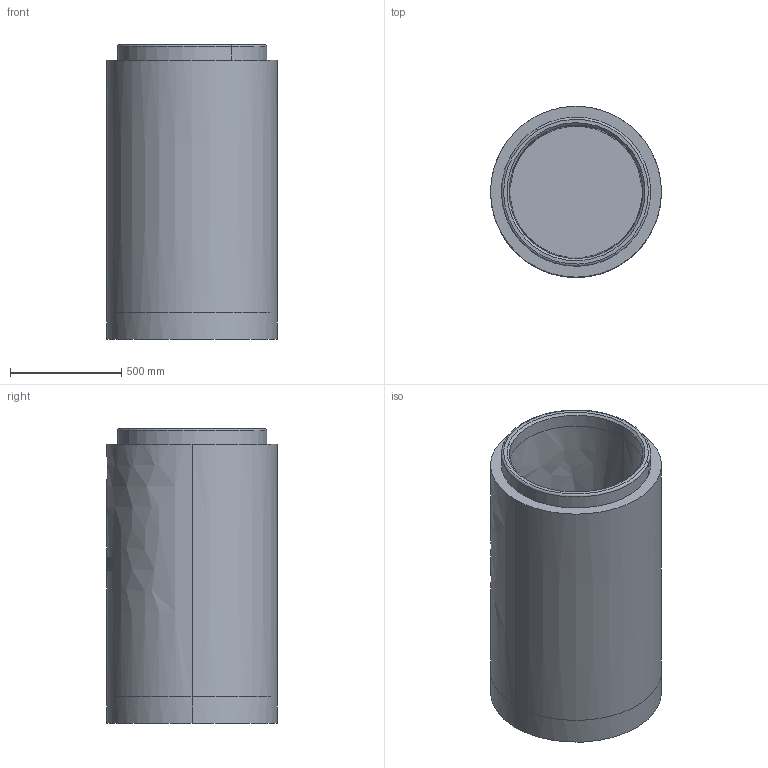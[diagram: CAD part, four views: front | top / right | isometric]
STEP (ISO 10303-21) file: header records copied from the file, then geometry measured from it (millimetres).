
FILE_DESCRIPTION (( 'STEP AP203' ), '1' );
FILE_NAME ('Rudus 3106123 EK-pohjarengas 600x1250.step', '2020-02-27T10:32:44', ( '' ), ( '' ), 'SwSTEP 2.0', 'SolidWorks 2019', '' );
FILE_SCHEMA (( 'CONFIG_CONTROL_DESIGN' ));
Length unit declared in the file: millimetre
Products named in the file (2): EK-osa-kaivorunko_EK-pohjarengas; Rudus 3106123 EK-pohjarengas 600x1250
Assembly tree (1 placements, depth 2):
  Rudus 3106123 EK-pohjarengas 600x1250
    EK-osa-kaivorunko_EK-pohjarengas
Bounding box: 766 x 766 x 1324 mm (x, y, z)
Volume: 262016193.3 mm3; surface area: 6340865 mm2
Topology: 1 solids, 1 shells, 95 faces, 332 edges, 248 vertices
Faces by surface type: bspline 81, cylinder 6, plane 4, cone 2, torus 2
Entity records: 22193 total; most frequent: CARTESIAN_POINT 19679, ORIENTED_EDGE 664, EDGE_CURVE 332, VERTEX_POINT 248, DIRECTION 232, B_SPLINE_CURVE_WITH_KNOTS 230, AXIS2_PLACEMENT_3D 112, EDGE_LOOP 104
